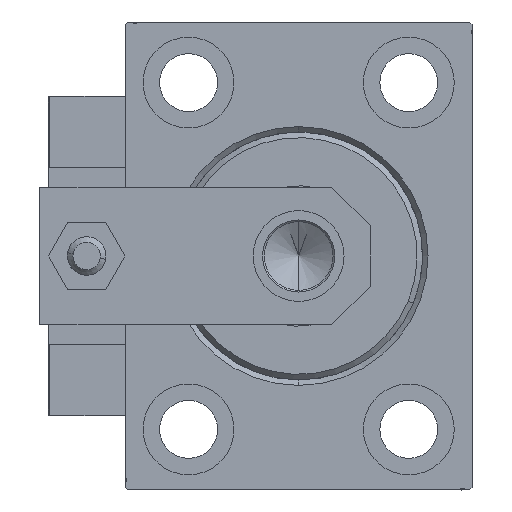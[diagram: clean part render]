
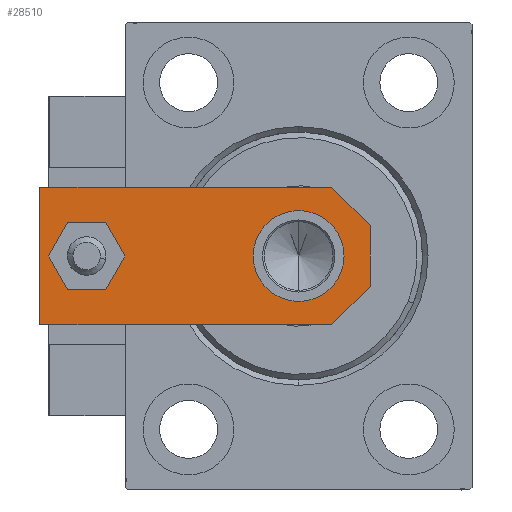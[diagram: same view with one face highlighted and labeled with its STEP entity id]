
A CAD part, left-side view. The second image highlights one B-rep face of the part: STEP entity #28510.
In plain terms, the highlighted face is planar.
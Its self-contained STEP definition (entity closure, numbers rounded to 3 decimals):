
#141 = AXIS2_PLACEMENT_3D ( 'NONE', #41084, #24825, #4729 ) ;
#1976 = DIRECTION ( 'NONE',  ( 0., 0., 1. ) ) ;
#2425 = VERTEX_POINT ( 'NONE', #9893 ) ;
#2690 = VERTEX_POINT ( 'NONE', #44172 ) ;
#2949 = DIRECTION ( 'NONE',  ( 1., 0., 0. ) ) ;
#2962 = CARTESIAN_POINT ( 'NONE',  ( -2.75, -2.75, 6. ) ) ;
#3475 = CARTESIAN_POINT ( 'NONE',  ( 0., 13., 6. ) ) ;
#3606 = CARTESIAN_POINT ( 'NONE',  ( -5.5, 0., 6. ) ) ;
#4428 = EDGE_CURVE ( 'NONE', #2425, #47189, #42427, .T. ) ;
#4729 = DIRECTION ( 'NONE',  ( 1., 0., 0. ) ) ;
#5578 = EDGE_LOOP ( 'NONE', ( #35138, #29541 ) ) ;
#6225 = DIRECTION ( 'NONE',  ( 0., -1., 0. ) ) ;
#8472 = VECTOR ( 'NONE', #6225, 1000. ) ;
#8654 = AXIS2_PLACEMENT_3D ( 'NONE', #3475, #22525, #2949 ) ;
#9688 = CARTESIAN_POINT ( 'NONE',  ( 0., 13., 6. ) ) ;
#9893 = CARTESIAN_POINT ( 'NONE',  ( -12.5, 7., 6. ) ) ;
#10146 = EDGE_CURVE ( 'NONE', #36110, #44755, #11630, .T. ) ;
#10622 = EDGE_CURVE ( 'NONE', #44755, #36110, #27277, .T. ) ;
#10891 = LINE ( 'NONE', #18100, #40376 ) ;
#11360 = PLANE ( 'NONE',  #45365 ) ;
#11469 = EDGE_CURVE ( 'NONE', #13112, #2690, #10891, .T. ) ;
#11630 = CIRCLE ( 'NONE', #31290, 4. ) ;
#12378 = VECTOR ( 'NONE', #48544, 1000. ) ;
#12951 = LINE ( 'NONE', #28185, #12378 ) ;
#13083 = CARTESIAN_POINT ( 'NONE',  ( 12.5, 7., 6. ) ) ;
#13112 = VERTEX_POINT ( 'NONE', #32375 ) ;
#14549 = DIRECTION ( 'NONE',  ( 0.707, -0.707, 0. ) ) ;
#14757 = VERTEX_POINT ( 'NONE', #26119 ) ;
#15035 = ORIENTED_EDGE ( 'NONE', *, *, #37229, .T. ) ;
#15130 = DIRECTION ( 'NONE',  ( 0., 0., 1. ) ) ;
#15914 = ORIENTED_EDGE ( 'NONE', *, *, #10146, .F. ) ;
#15999 = DIRECTION ( 'NONE',  ( 1., 0., 0. ) ) ;
#16588 = CARTESIAN_POINT ( 'NONE',  ( 5.5, 0., 6. ) ) ;
#16800 = ORIENTED_EDGE ( 'NONE', *, *, #11469, .T. ) ;
#17325 = LINE ( 'NONE', #17817, #8472 ) ;
#17768 = EDGE_CURVE ( 'NONE', #47189, #17793, #47556, .T. ) ;
#17793 = VERTEX_POINT ( 'NONE', #16588 ) ;
#17817 = CARTESIAN_POINT ( 'NONE',  ( -12.5, 60., 6. ) ) ;
#18100 = CARTESIAN_POINT ( 'NONE',  ( 12.5, 60., 6. ) ) ;
#19214 = ORIENTED_EDGE ( 'NONE', *, *, #37184, .T. ) ;
#19954 = ORIENTED_EDGE ( 'NONE', *, *, #4428, .T. ) ;
#22484 = DIRECTION ( 'NONE',  ( -1., 0., 0. ) ) ;
#22525 = DIRECTION ( 'NONE',  ( 0., 0., 1. ) ) ;
#23491 = ORIENTED_EDGE ( 'NONE', *, *, #17768, .T. ) ;
#24706 = EDGE_LOOP ( 'NONE', ( #15035, #19954, #23491, #19214, #25878, #16800 ) ) ;
#24825 = DIRECTION ( 'NONE',  ( 0., 0., 1. ) ) ;
#25441 = VERTEX_POINT ( 'NONE', #28284 ) ;
#25878 = ORIENTED_EDGE ( 'NONE', *, *, #27535, .T. ) ;
#26119 = CARTESIAN_POINT ( 'NONE',  ( -8.25, 13., 6. ) ) ;
#27277 = CIRCLE ( 'NONE', #141, 4. ) ;
#27535 = EDGE_CURVE ( 'NONE', #44898, #13112, #12951, .T. ) ;
#27613 = FACE_BOUND ( 'NONE', #5578, .T. ) ;
#28185 = CARTESIAN_POINT ( 'NONE',  ( 12.5, 0., 6. ) ) ;
#28284 = CARTESIAN_POINT ( 'NONE',  ( 8.25, 13., 6. ) ) ;
#28510 = ADVANCED_FACE ( 'NONE', ( #46700, #39492, #27613 ), #11360, .T. ) ;
#29541 = ORIENTED_EDGE ( 'NONE', *, *, #30974, .F. ) ;
#29687 = CARTESIAN_POINT ( 'NONE',  ( 2.75, -2.75, 6. ) ) ;
#29765 = AXIS2_PLACEMENT_3D ( 'NONE', #9688, #1976, #45296 ) ;
#29905 = ORIENTED_EDGE ( 'NONE', *, *, #10622, .F. ) ;
#30079 = CARTESIAN_POINT ( 'NONE',  ( 0., 51.5, 6. ) ) ;
#30892 = CIRCLE ( 'NONE', #8654, 8.25 ) ;
#30974 = EDGE_CURVE ( 'NONE', #25441, #14757, #32262, .T. ) ;
#31229 = CARTESIAN_POINT ( 'NONE',  ( 0., 0., 6. ) ) ;
#31290 = AXIS2_PLACEMENT_3D ( 'NONE', #30079, #15130, #46599 ) ;
#31300 = CARTESIAN_POINT ( 'NONE',  ( -4., 51.5, 6. ) ) ;
#32262 = CIRCLE ( 'NONE', #29765, 8.25 ) ;
#32375 = CARTESIAN_POINT ( 'NONE',  ( 12.5, 60., 6. ) ) ;
#32813 = LINE ( 'NONE', #29687, #48818 ) ;
#33509 = EDGE_LOOP ( 'NONE', ( #15914, #29905 ) ) ;
#35138 = ORIENTED_EDGE ( 'NONE', *, *, #42314, .F. ) ;
#35705 = CARTESIAN_POINT ( 'NONE',  ( -12.5, 0., 6. ) ) ;
#36110 = VERTEX_POINT ( 'NONE', #31300 ) ;
#37184 = EDGE_CURVE ( 'NONE', #17793, #44898, #32813, .T. ) ;
#37229 = EDGE_CURVE ( 'NONE', #2690, #2425, #17325, .T. ) ;
#39191 = CARTESIAN_POINT ( 'NONE',  ( 4., 51.5, 6. ) ) ;
#39361 = VECTOR ( 'NONE', #44190, 1000. ) ;
#39492 = FACE_OUTER_BOUND ( 'NONE', #24706, .T. ) ;
#40376 = VECTOR ( 'NONE', #22484, 1000. ) ;
#41084 = CARTESIAN_POINT ( 'NONE',  ( 0., 51.5, 6. ) ) ;
#42314 = EDGE_CURVE ( 'NONE', #14757, #25441, #30892, .T. ) ;
#42427 = LINE ( 'NONE', #2962, #46035 ) ;
#43107 = DIRECTION ( 'NONE',  ( 0., 0., 1. ) ) ;
#44172 = CARTESIAN_POINT ( 'NONE',  ( -12.5, 60., 6. ) ) ;
#44190 = DIRECTION ( 'NONE',  ( 1., 0., 0. ) ) ;
#44755 = VERTEX_POINT ( 'NONE', #39191 ) ;
#44898 = VERTEX_POINT ( 'NONE', #13083 ) ;
#45192 = DIRECTION ( 'NONE',  ( 0.707, 0.707, 0. ) ) ;
#45296 = DIRECTION ( 'NONE',  ( 1., 0., 0. ) ) ;
#45365 = AXIS2_PLACEMENT_3D ( 'NONE', #31229, #43107, #15999 ) ;
#46035 = VECTOR ( 'NONE', #14549, 1000. ) ;
#46599 = DIRECTION ( 'NONE',  ( 1., 0., 0. ) ) ;
#46700 = FACE_BOUND ( 'NONE', #33509, .T. ) ;
#47189 = VERTEX_POINT ( 'NONE', #3606 ) ;
#47556 = LINE ( 'NONE', #35705, #39361 ) ;
#48544 = DIRECTION ( 'NONE',  ( 0., 1., 0. ) ) ;
#48818 = VECTOR ( 'NONE', #45192, 1000. ) ;
